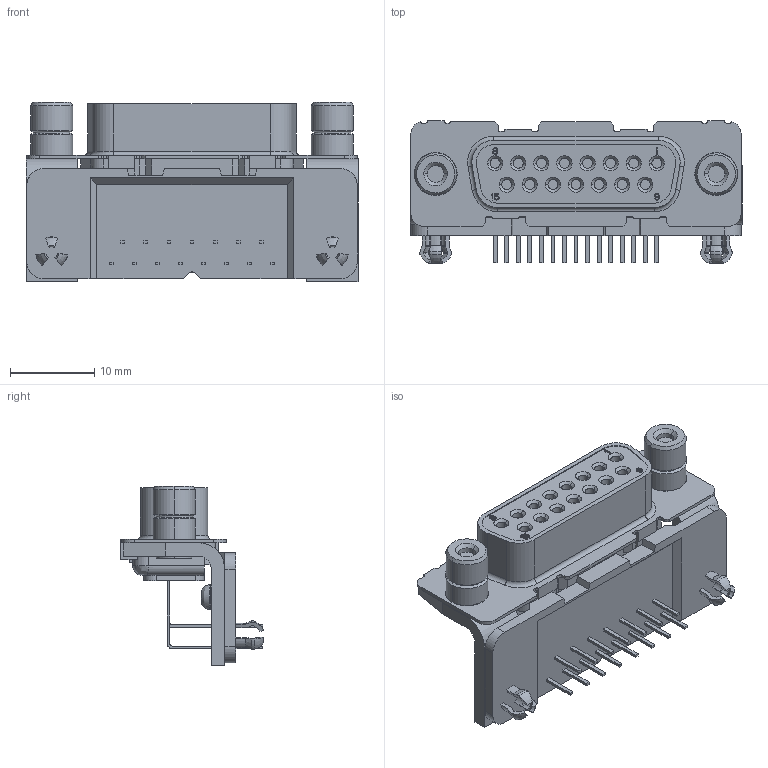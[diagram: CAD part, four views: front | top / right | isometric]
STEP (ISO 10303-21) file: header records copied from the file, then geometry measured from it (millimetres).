
FILE_DESCRIPTION((''),'2;1');
FILE_NAME('C-3-106506-2','2013-10-01T',('workeradm'),('Tyco Electronics Ltd.'),'PRO/ENGINEER BY PARAMETRIC TECHNOLOGY CORPORATION, 2013050','PRO/ENGINEER BY PARAMETRIC TECHNOLOGY CORPORATION, 2013050','');
FILE_SCHEMA(('AUTOMOTIVE_DESIGN { 1 0 10303 214 1 1 1 1 }'));
Length unit declared in the file: millimetre
Products named in the file (1): C-3-106506-2
Bounding box: 39.42 x 16.95 x 21.3 mm (x, y, z)
Volume: 3743.6 mm3; surface area: 4173.8 mm2
Topology: 1 solids, 1 shells, 884 faces, 2388 edges, 1564 vertices
Faces by surface type: plane 588, cylinder 174, cone 72, torus 28, bspline 22
Entity records: 28895 total; most frequent: CARTESIAN_POINT 6361, ORIENTED_EDGE 4776, DIRECTION 4430, EDGE_CURVE 2388, VECTOR 1778, LINE 1778, VERTEX_POINT 1564, AXIS2_PLACEMENT_3D 1326
